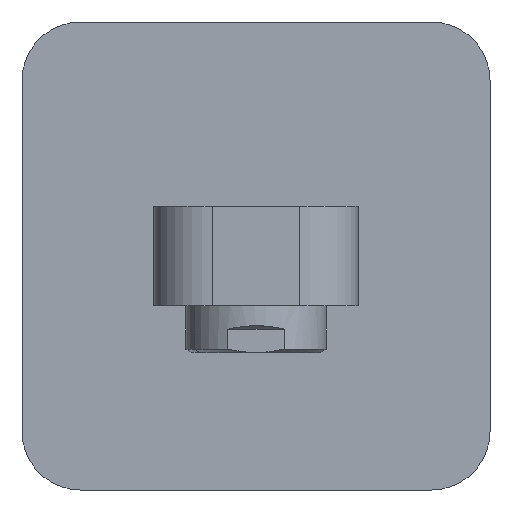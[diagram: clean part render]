
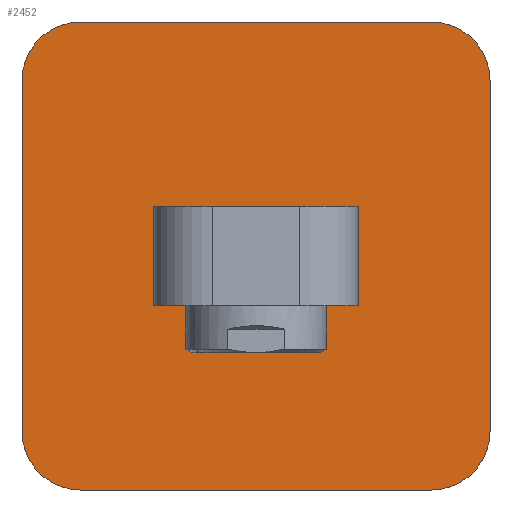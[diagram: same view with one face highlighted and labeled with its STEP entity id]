
A CAD part, left-side view. The second image highlights one B-rep face of the part: STEP entity #2452.
In plain terms, the highlighted planar face has unit normal (-1, 0, 0).
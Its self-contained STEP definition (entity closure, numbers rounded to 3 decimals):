
#2207=CARTESIAN_POINT('Vertex',(197.5,-40.,30.)) ;
#2210=CARTESIAN_POINT('Line Origine',(197.5,-40.,0.)) ;
#2214=CARTESIAN_POINT('Vertex',(197.5,-40.,-30.)) ;
#2241=CARTESIAN_POINT('Axis2P3D Location',(197.5,-30.,-30.)) ;
#2245=CARTESIAN_POINT('Vertex',(197.5,-30.,-40.)) ;
#2276=CARTESIAN_POINT('Vertex',(197.5,-30.,40.)) ;
#2279=CARTESIAN_POINT('Axis2P3D Location',(197.5,-30.,30.)) ;
#2300=CARTESIAN_POINT('Vertex',(197.5,30.,-40.)) ;
#2310=CARTESIAN_POINT('Line Origine',(197.5,0.,-40.)) ;
#2334=CARTESIAN_POINT('Axis2P3D Location',(197.5,30.,-30.)) ;
#2338=CARTESIAN_POINT('Vertex',(197.5,40.,-30.)) ;
#2358=CARTESIAN_POINT('Line Origine',(197.5,40.,0.)) ;
#2362=CARTESIAN_POINT('Vertex',(197.5,40.,30.)) ;
#2396=CARTESIAN_POINT('Axis2P3D Location',(197.5,30.,30.)) ;
#2400=CARTESIAN_POINT('Vertex',(197.5,30.,40.)) ;
#2425=CARTESIAN_POINT('Line Origine',(197.5,0.,40.)) ;
#2437=CARTESIAN_POINT('Axis2P3D Location',(197.5,0.,0.)) ;
#2212=VECTOR('Line Direction',#2211,1.) ;
#2312=VECTOR('Line Direction',#2311,1.) ;
#2360=VECTOR('Line Direction',#2359,1.) ;
#2427=VECTOR('Line Direction',#2426,1.) ;
#2211=DIRECTION('Vector Direction',(0.,0.,-1.)) ;
#2242=DIRECTION('Axis2P3D Direction',(1.,0.,0.)) ;
#2280=DIRECTION('Axis2P3D Direction',(1.,0.,0.)) ;
#2311=DIRECTION('Vector Direction',(0.,-1.,0.)) ;
#2335=DIRECTION('Axis2P3D Direction',(1.,0.,0.)) ;
#2359=DIRECTION('Vector Direction',(0.,0.,1.)) ;
#2397=DIRECTION('Axis2P3D Direction',(1.,0.,-0.)) ;
#2426=DIRECTION('Vector Direction',(0.,1.,0.)) ;
#2438=DIRECTION('Axis2P3D Direction',(1.,0.,0.)) ;
#2439=DIRECTION('Axis2P3D XDirection',(0.,1.,0.)) ;
#2243=AXIS2_PLACEMENT_3D('Circle Axis2P3D',#2241,#2242,$) ;
#2281=AXIS2_PLACEMENT_3D('Circle Axis2P3D',#2279,#2280,$) ;
#2336=AXIS2_PLACEMENT_3D('Circle Axis2P3D',#2334,#2335,$) ;
#2398=AXIS2_PLACEMENT_3D('Circle Axis2P3D',#2396,#2397,$) ;
#2440=AXIS2_PLACEMENT_3D('Plane Axis2P3D',#2437,#2438,#2439) ;
#2213=LINE('Line',#2210,#2212) ;
#2313=LINE('Line',#2310,#2312) ;
#2361=LINE('Line',#2358,#2360) ;
#2428=LINE('Line',#2425,#2427) ;
#2244=CIRCLE('generated circle',#2243,10.) ;
#2282=CIRCLE('generated circle',#2281,10.) ;
#2337=CIRCLE('generated circle',#2336,10.) ;
#2399=CIRCLE('generated circle',#2398,10.) ;
#2441=PLANE('',#2440) ;
#2216=EDGE_CURVE('',#2208,#2215,#2213,.T.) ;
#2247=EDGE_CURVE('',#2215,#2246,#2244,.T.) ;
#2283=EDGE_CURVE('',#2277,#2208,#2282,.T.) ;
#2314=EDGE_CURVE('',#2246,#2301,#2313,.F.) ;
#2340=EDGE_CURVE('',#2301,#2339,#2337,.T.) ;
#2364=EDGE_CURVE('',#2339,#2363,#2361,.T.) ;
#2402=EDGE_CURVE('',#2363,#2401,#2399,.T.) ;
#2429=EDGE_CURVE('',#2401,#2277,#2428,.F.) ;
#2443=ORIENTED_EDGE('',*,*,#2340,.F.) ;
#2444=ORIENTED_EDGE('',*,*,#2314,.F.) ;
#2445=ORIENTED_EDGE('',*,*,#2247,.F.) ;
#2446=ORIENTED_EDGE('',*,*,#2216,.F.) ;
#2447=ORIENTED_EDGE('',*,*,#2283,.F.) ;
#2448=ORIENTED_EDGE('',*,*,#2429,.F.) ;
#2449=ORIENTED_EDGE('',*,*,#2402,.F.) ;
#2450=ORIENTED_EDGE('',*,*,#2364,.F.) ;
#2442=EDGE_LOOP('',(#2443,#2444,#2445,#2446,#2447,#2448,#2449,#2450)) ;
#2208=VERTEX_POINT('',#2207) ;
#2215=VERTEX_POINT('',#2214) ;
#2246=VERTEX_POINT('',#2245) ;
#2277=VERTEX_POINT('',#2276) ;
#2301=VERTEX_POINT('',#2300) ;
#2339=VERTEX_POINT('',#2338) ;
#2363=VERTEX_POINT('',#2362) ;
#2401=VERTEX_POINT('',#2400) ;
#2452=ADVANCED_FACE('PartBody',(#2451),#2441,.F.) ;
#2451=FACE_OUTER_BOUND('',#2442,.T.) ;
